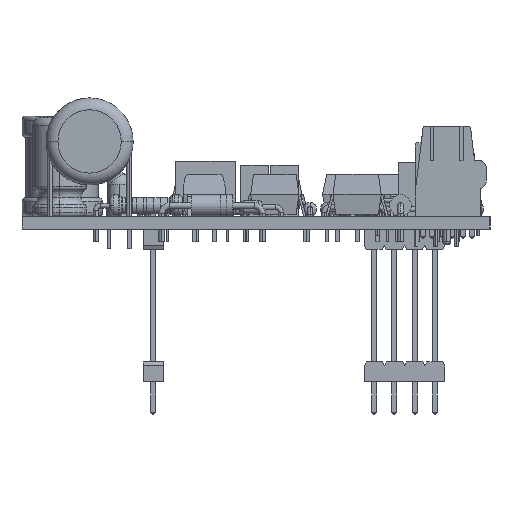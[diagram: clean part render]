
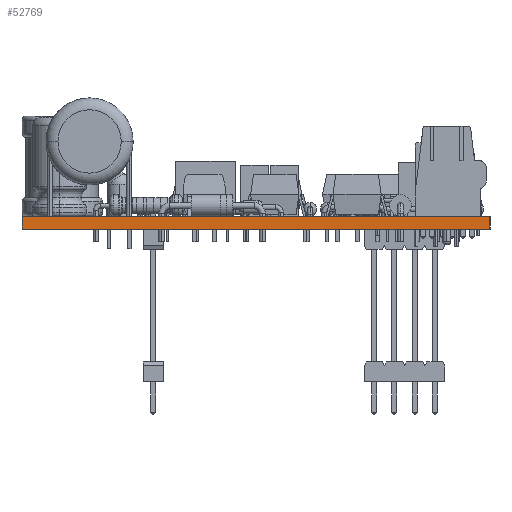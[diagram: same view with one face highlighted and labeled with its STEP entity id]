
A CAD part, left-side view. The second image highlights one B-rep face of the part: STEP entity #52769.
In plain terms, the highlighted planar face has unit normal (-1, 0, 0).
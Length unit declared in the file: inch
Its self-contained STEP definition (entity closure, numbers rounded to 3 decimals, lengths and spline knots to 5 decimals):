
#3490 = CARTESIAN_POINT ( 'NONE',  ( 0., 2.325, -0.062 ) ) ;
#5961 = DIRECTION ( 'NONE',  ( 1., 0., 0. ) ) ;
#8144 = VECTOR ( 'NONE', #83317, 39.37008 ) ;
#11218 = DIRECTION ( 'NONE',  ( 0., 0., -1. ) ) ;
#13420 = VERTEX_POINT ( 'NONE', #39665 ) ;
#14053 = EDGE_LOOP ( 'NONE', ( #48534, #58448, #52370, #34487 ) ) ;
#15108 = PLANE ( 'NONE',  #90491 ) ;
#17524 = EDGE_CURVE ( 'NONE', #13420, #72087, #108253, .T. ) ;
#19458 = VECTOR ( 'NONE', #65885, 39.37008 ) ;
#32202 = EDGE_CURVE ( 'NONE', #13420, #100057, #95100, .T. ) ;
#32744 = VERTEX_POINT ( 'NONE', #41988 ) ;
#34487 = ORIENTED_EDGE ( 'NONE', *, *, #32202, .F. ) ;
#39665 = CARTESIAN_POINT ( 'NONE',  ( 0., 2.325, 0. ) ) ;
#41988 = CARTESIAN_POINT ( 'NONE',  ( 0., 0., -0.062 ) ) ;
#48534 = ORIENTED_EDGE ( 'NONE', *, *, #17524, .T. ) ;
#52370 = ORIENTED_EDGE ( 'NONE', *, *, #78138, .F. ) ;
#52769 = ADVANCED_FACE ( 'NONE', ( #74065 ), #15108, .F. ) ;
#53140 = CARTESIAN_POINT ( 'NONE',  ( 0., 0., -0.062 ) ) ;
#53428 = DIRECTION ( 'NONE',  ( 0., 0., -1. ) ) ;
#58448 = ORIENTED_EDGE ( 'NONE', *, *, #80356, .F. ) ;
#65885 = DIRECTION ( 'NONE',  ( 0., 1., 0. ) ) ;
#68648 = CARTESIAN_POINT ( 'NONE',  ( 0., 0., 0. ) ) ;
#72087 = VERTEX_POINT ( 'NONE', #81754 ) ;
#73250 = VECTOR ( 'NONE', #11218, 39.37008 ) ;
#73595 = DIRECTION ( 'NONE',  ( 0., 0., -1. ) ) ;
#74065 = FACE_OUTER_BOUND ( 'NONE', #14053, .T. ) ;
#77369 = LINE ( 'NONE', #98336, #19458 ) ;
#78138 = EDGE_CURVE ( 'NONE', #100057, #32744, #89101, .T. ) ;
#80356 = EDGE_CURVE ( 'NONE', #32744, #72087, #77369, .T. ) ;
#81754 = CARTESIAN_POINT ( 'NONE',  ( 0., 2.325, -0.062 ) ) ;
#83317 = DIRECTION ( 'NONE',  ( 0., -1., 0. ) ) ;
#84046 = CARTESIAN_POINT ( 'NONE',  ( 0., 0., 0. ) ) ;
#85913 = VECTOR ( 'NONE', #53428, 39.37008 ) ;
#89101 = LINE ( 'NONE', #53140, #73250 ) ;
#89825 = CARTESIAN_POINT ( 'NONE',  ( 0., 2.325, -0.062 ) ) ;
#90491 = AXIS2_PLACEMENT_3D ( 'NONE', #89825, #5961, #73595 ) ;
#95100 = LINE ( 'NONE', #84046, #8144 ) ;
#98336 = CARTESIAN_POINT ( 'NONE',  ( 0., 0., -0.062 ) ) ;
#100057 = VERTEX_POINT ( 'NONE', #68648 ) ;
#108253 = LINE ( 'NONE', #3490, #85913 ) ;
